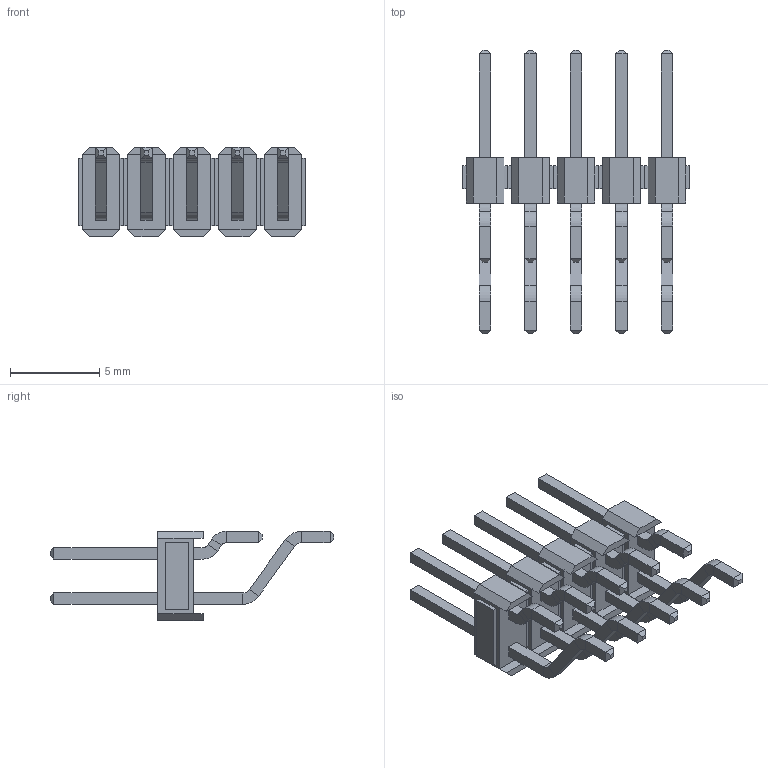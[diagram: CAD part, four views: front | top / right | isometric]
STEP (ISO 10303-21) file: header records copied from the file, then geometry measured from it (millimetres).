
FILE_DESCRIPTION (( 'STEP AP214' ), '1' );
FILE_NAME ('PLDR_SMD-10.STEP', '2019-06-30T11:45:27', ( '' ), ( '' ), 'SwSTEP 2.0', 'SolidWorks 2018', '' );
FILE_SCHEMA (( 'AUTOMOTIVE_DESIGN' ));
Length unit declared in the file: millimetre
Products named in the file (1): PLDR_SMD-10
Bounding box: 12.7 x 15.84 x 5 mm (x, y, z)
Volume: 168.2 mm3; surface area: 603 mm2
Topology: 5 solids, 5 shells, 440 faces, 980 edges, 580 vertices
Faces by surface type: plane 390, cylinder 30, bspline 20
Entity records: 17364 total; most frequent: CARTESIAN_POINT 2831, ORIENTED_EDGE 1960, DIRECTION 1892, EDGE_CURVE 980, VECTOR 890, LINE 890, VERTEX_POINT 580, AXIS2_PLACEMENT_3D 501
